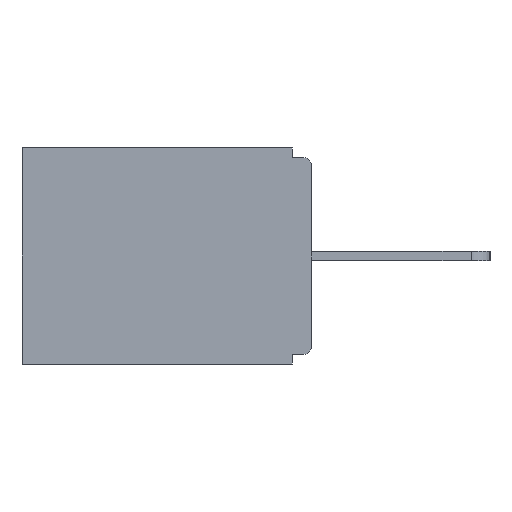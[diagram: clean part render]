
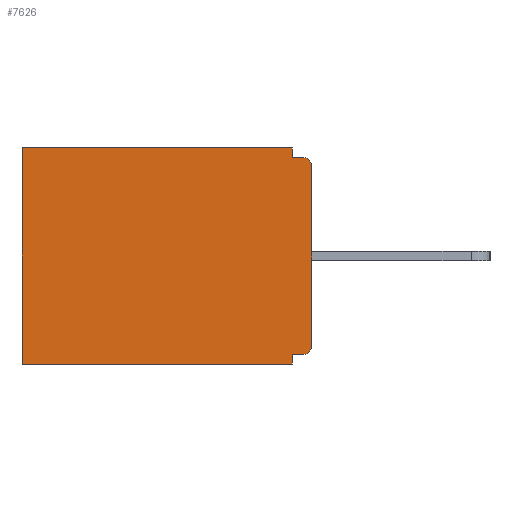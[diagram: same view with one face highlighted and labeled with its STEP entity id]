
A CAD part, left-side view. The second image highlights one B-rep face of the part: STEP entity #7626.
In plain terms, the highlighted planar face has unit normal (-1, 0, 0).
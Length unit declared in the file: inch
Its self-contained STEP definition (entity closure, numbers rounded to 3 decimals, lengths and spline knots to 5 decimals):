
#201 = VECTOR ( 'NONE', #1100, 39.37008 ) ;
#440 = CARTESIAN_POINT ( 'NONE',  ( 0.298, 0., -0.328 ) ) ;
#520 = EDGE_CURVE ( 'NONE', #8694, #3741, #4494, .T. ) ;
#521 = ORIENTED_EDGE ( 'NONE', *, *, #11441, .T. ) ;
#531 = CARTESIAN_POINT ( 'NONE',  ( 0.298, 0.015, -0.328 ) ) ;
#580 = VECTOR ( 'NONE', #2721, 39.37008 ) ;
#743 = ORIENTED_EDGE ( 'NONE', *, *, #7399, .T. ) ;
#856 = CARTESIAN_POINT ( 'NONE',  ( 0.298, 0., 0. ) ) ;
#1056 = CARTESIAN_POINT ( 'NONE',  ( 0.298, 0., 0. ) ) ;
#1100 = DIRECTION ( 'NONE',  ( 0., 0., -1. ) ) ;
#1283 = CIRCLE ( 'NONE', #6561, 0.015 ) ;
#1502 = EDGE_CURVE ( 'NONE', #2758, #1505, #8791, .T. ) ;
#1505 = VERTEX_POINT ( 'NONE', #3689 ) ;
#1681 = CARTESIAN_POINT ( 'NONE',  ( 0.298, 0.031, -0.015 ) ) ;
#1750 = EDGE_LOOP ( 'NONE', ( #8677, #11952, #2980, #743, #3467, #7449, #3526, #11349, #521, #11010 ) ) ;
#1757 = DIRECTION ( 'NONE',  ( -1., 0., 0. ) ) ;
#1827 = CARTESIAN_POINT ( 'NONE',  ( 0.298, 0., -0.313 ) ) ;
#2032 = DIRECTION ( 'NONE',  ( 0., 1., 0. ) ) ;
#2071 = CARTESIAN_POINT ( 'NONE',  ( 0.298, 0.031, -0.343 ) ) ;
#2149 = DIRECTION ( 'NONE',  ( 0., 0., -1. ) ) ;
#2303 = LINE ( 'NONE', #4205, #10552 ) ;
#2712 = EDGE_CURVE ( 'NONE', #6180, #8694, #5863, .T. ) ;
#2721 = DIRECTION ( 'NONE',  ( 0., 1., 0. ) ) ;
#2758 = VERTEX_POINT ( 'NONE', #3182 ) ;
#2796 = EDGE_CURVE ( 'NONE', #10152, #7537, #2303, .T. ) ;
#2797 = DIRECTION ( 'NONE',  ( 0., 0., -1. ) ) ;
#2833 = AXIS2_PLACEMENT_3D ( 'NONE', #8783, #1757, #6798 ) ;
#2918 = LINE ( 'NONE', #3104, #2999 ) ;
#2980 = ORIENTED_EDGE ( 'NONE', *, *, #2712, .F. ) ;
#2999 = VECTOR ( 'NONE', #5987, 39.37008 ) ;
#3104 = CARTESIAN_POINT ( 'NONE',  ( 0.298, 0.46, 0. ) ) ;
#3182 = CARTESIAN_POINT ( 'NONE',  ( 0.298, 0.031, -0.343 ) ) ;
#3183 = CARTESIAN_POINT ( 'NONE',  ( 0.298, 0.015, -0.03 ) ) ;
#3258 = VECTOR ( 'NONE', #2797, 39.37008 ) ;
#3467 = ORIENTED_EDGE ( 'NONE', *, *, #9648, .T. ) ;
#3526 = ORIENTED_EDGE ( 'NONE', *, *, #3602, .F. ) ;
#3602 = EDGE_CURVE ( 'NONE', #5172, #2758, #8830, .T. ) ;
#3689 = CARTESIAN_POINT ( 'NONE',  ( 0.298, 0.46, -0.343 ) ) ;
#3741 = VERTEX_POINT ( 'NONE', #10571 ) ;
#3933 = VECTOR ( 'NONE', #2032, 39.37008 ) ;
#4111 = CARTESIAN_POINT ( 'NONE',  ( 0.298, 0.031, -0.328 ) ) ;
#4193 = FACE_OUTER_BOUND ( 'NONE', #1750, .T. ) ;
#4205 = CARTESIAN_POINT ( 'NONE',  ( 0.298, 0., 0. ) ) ;
#4494 = LINE ( 'NONE', #5529, #11633 ) ;
#4696 = LINE ( 'NONE', #856, #580 ) ;
#4898 = CARTESIAN_POINT ( 'NONE',  ( 0.298, 0., -0.343 ) ) ;
#5172 = VERTEX_POINT ( 'NONE', #4111 ) ;
#5220 = CARTESIAN_POINT ( 'NONE',  ( 0.298, 0.031, 0. ) ) ;
#5529 = CARTESIAN_POINT ( 'NONE',  ( 0.298, 0., -0.015 ) ) ;
#5678 = VECTOR ( 'NONE', #10316, 39.37008 ) ;
#5863 = LINE ( 'NONE', #9735, #3258 ) ;
#5903 = AXIS2_PLACEMENT_3D ( 'NONE', #1056, #8073, #2149 ) ;
#5919 = PLANE ( 'NONE',  #5903 ) ;
#5987 = DIRECTION ( 'NONE',  ( 0., 0., -1. ) ) ;
#6003 = DIRECTION ( 'NONE',  ( -1., 0., 0. ) ) ;
#6073 = CARTESIAN_POINT ( 'NONE',  ( 0.298, 0.46, 0. ) ) ;
#6180 = VERTEX_POINT ( 'NONE', #5220 ) ;
#6455 = DIRECTION ( 'NONE',  ( 0., -1., 0. ) ) ;
#6561 = AXIS2_PLACEMENT_3D ( 'NONE', #3183, #6003, #9865 ) ;
#6798 = DIRECTION ( 'NONE',  ( 0., 0., -1. ) ) ;
#7167 = EDGE_CURVE ( 'NONE', #10152, #3741, #1283, .T. ) ;
#7399 = EDGE_CURVE ( 'NONE', #6180, #10661, #4696, .T. ) ;
#7449 = ORIENTED_EDGE ( 'NONE', *, *, #1502, .F. ) ;
#7537 = VERTEX_POINT ( 'NONE', #1827 ) ;
#7626 = ADVANCED_FACE ( 'NONE', ( #4193 ), #5919, .F. ) ;
#8073 = DIRECTION ( 'NONE',  ( 1., 0., 0. ) ) ;
#8089 = DIRECTION ( 'NONE',  ( 0., 0., -1. ) ) ;
#8264 = VERTEX_POINT ( 'NONE', #531 ) ;
#8677 = ORIENTED_EDGE ( 'NONE', *, *, #7167, .T. ) ;
#8694 = VERTEX_POINT ( 'NONE', #1681 ) ;
#8783 = CARTESIAN_POINT ( 'NONE',  ( 0.298, 0.015, -0.313 ) ) ;
#8791 = LINE ( 'NONE', #4898, #3933 ) ;
#8830 = LINE ( 'NONE', #2071, #201 ) ;
#9648 = EDGE_CURVE ( 'NONE', #10661, #1505, #2918, .T. ) ;
#9735 = CARTESIAN_POINT ( 'NONE',  ( 0.298, 0.031, -0.343 ) ) ;
#9865 = DIRECTION ( 'NONE',  ( 0., 0., -1. ) ) ;
#10152 = VERTEX_POINT ( 'NONE', #11673 ) ;
#10316 = DIRECTION ( 'NONE',  ( 0., 1., 0. ) ) ;
#10552 = VECTOR ( 'NONE', #8089, 39.37008 ) ;
#10571 = CARTESIAN_POINT ( 'NONE',  ( 0.298, 0.015, -0.015 ) ) ;
#10661 = VERTEX_POINT ( 'NONE', #6073 ) ;
#10848 = EDGE_CURVE ( 'NONE', #8264, #5172, #12260, .T. ) ;
#10970 = CIRCLE ( 'NONE', #2833, 0.015 ) ;
#11010 = ORIENTED_EDGE ( 'NONE', *, *, #2796, .F. ) ;
#11349 = ORIENTED_EDGE ( 'NONE', *, *, #10848, .F. ) ;
#11441 = EDGE_CURVE ( 'NONE', #8264, #7537, #10970, .T. ) ;
#11633 = VECTOR ( 'NONE', #6455, 39.37008 ) ;
#11673 = CARTESIAN_POINT ( 'NONE',  ( 0.298, 0., -0.03 ) ) ;
#11952 = ORIENTED_EDGE ( 'NONE', *, *, #520, .F. ) ;
#12260 = LINE ( 'NONE', #440, #5678 ) ;
